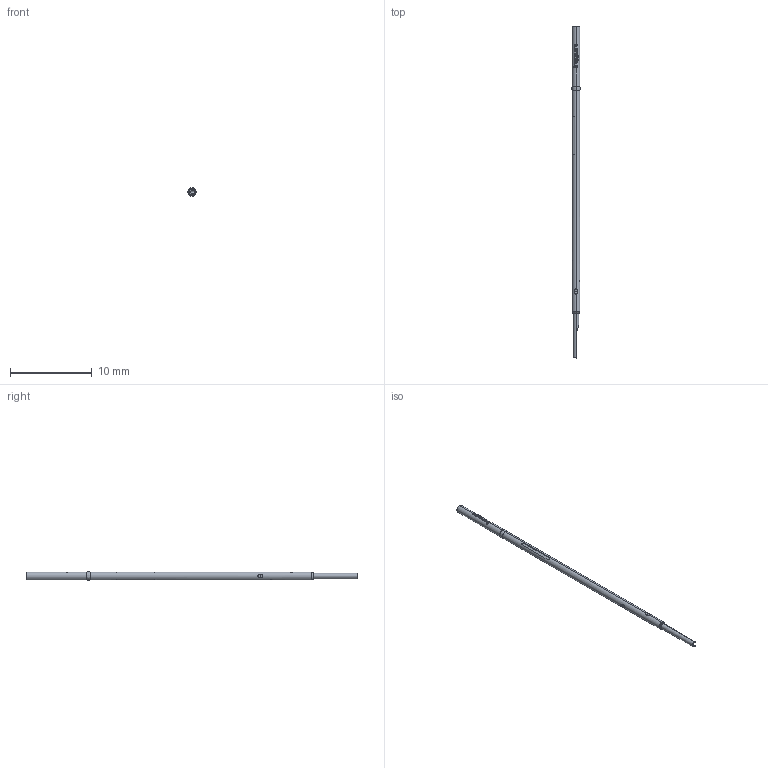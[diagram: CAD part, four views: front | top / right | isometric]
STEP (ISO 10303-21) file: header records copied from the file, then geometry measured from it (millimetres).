
FILE_DESCRIPTION (( 'STEP AP203' ), '1' );
FILE_NAME ('INGUN_KS-050_30_E08.STEP', '2022-02-09T05:06:07', ( 'ochi' ), ( '' ), 'SwSTEP 2.0', 'SolidWorks 2018', '' );
FILE_SCHEMA (( 'CONFIG_CONTROL_DESIGN' ));
Length unit declared in the file: millimetre
Products named in the file (1): INGUN_KS-050_30_E08
Bounding box: 1.03 x 40.64 x 1.04 mm (x, y, z)
Volume: 26.7 mm3; surface area: 119.5 mm2
Topology: 1 solids, 1 shells, 121 faces, 327 edges, 214 vertices
Faces by surface type: plane 47, cylinder 40, bspline 25, torus 7, cone 2
Entity records: 4383 total; most frequent: CARTESIAN_POINT 1464, ORIENTED_EDGE 654, DIRECTION 513, EDGE_CURVE 327, VERTEX_POINT 214, AXIS2_PLACEMENT_3D 202, EDGE_LOOP 127, FACE_OUTER_BOUND 121
